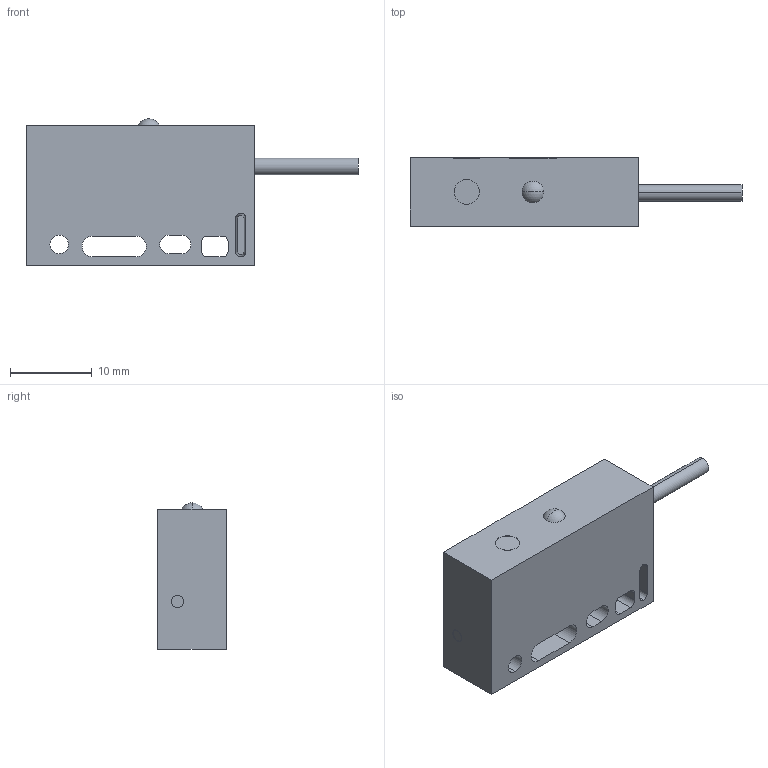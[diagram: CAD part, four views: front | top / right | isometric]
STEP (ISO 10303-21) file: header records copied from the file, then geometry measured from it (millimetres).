
FILE_DESCRIPTION (( 'STEP AP203' ), '1' );
FILE_NAME ('OPB720A.STEP', '2013-12-11T16:21:53', ( 'optek' ), ( '' ), 'SwSTEP 2.0', 'SolidWorks 2013', '' );
FILE_SCHEMA (( 'CONFIG_CONTROL_DESIGN' ));
Length unit declared in the file: inch
Products named in the file (1): OPB720A
Bounding box: 40.64 x 8.38 x 17.91 mm (x, y, z)
Volume: 3686.6 mm3; surface area: 2189.9 mm2
Topology: 1 solids, 1 shells, 56 faces, 145 edges, 97 vertices
Faces by surface type: plane 33, cylinder 16, cone 3, sphere 2, bspline 2
Entity records: 1824 total; most frequent: CARTESIAN_POINT 313, DIRECTION 301, ORIENTED_EDGE 290, EDGE_CURVE 145, AXIS2_PLACEMENT_3D 101, LINE 99, VECTOR 99, VERTEX_POINT 97
